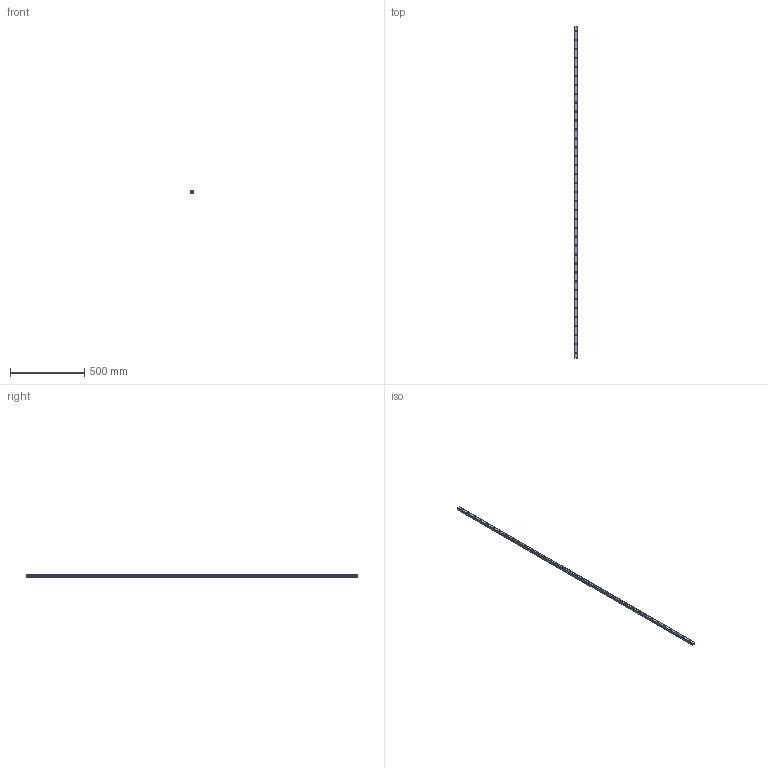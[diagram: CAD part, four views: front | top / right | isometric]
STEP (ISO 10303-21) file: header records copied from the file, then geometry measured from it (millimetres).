
FILE_DESCRIPTION(('STEP AP214'),'1');
FILE_NAME('cctmp_1FEFD0BF-8A65-4E7C-9BC5-0F07A9EF847F_2020_5_19_9_34_23_245..stp','2020-05-19T07:34:23',('HIWIN GmbH'),('CADClick - www.CADClick.com'),'Spatial InterOp 3D',' ','unknown authorization');
FILE_SCHEMA(('AUTOMOTIVE_DESIGN'));
Length unit declared in the file: millimetre
Products named in the file (1): HGR20R2230H_FILE
Bounding box: 20 x 2230 x 17.5 mm (x, y, z)
Volume: 637665.8 mm3; surface area: 189169.6 mm2
Topology: 1 solids, 1 shells, 440 faces, 969 edges, 646 vertices
Faces by surface type: cylinder 244, plane 196
Entity records: 15865 total; most frequent: DIRECTION 2339, CARTESIAN_POINT 2056, ORIENTED_EDGE 1938, EDGE_CURVE 969, AXIS2_PLACEMENT_3D 929, VERTEX_POINT 646, EDGE_LOOP 555, CIRCLE 488
